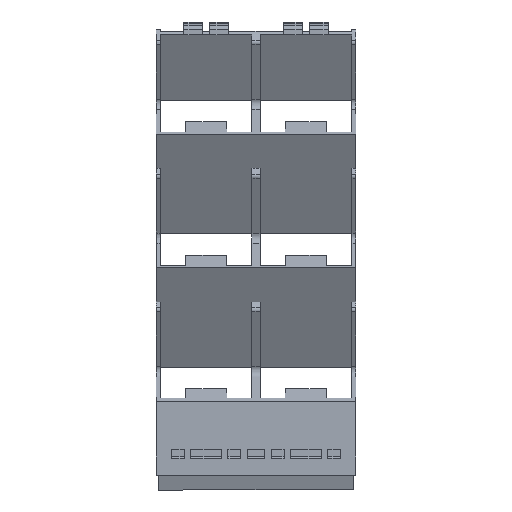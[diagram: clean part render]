
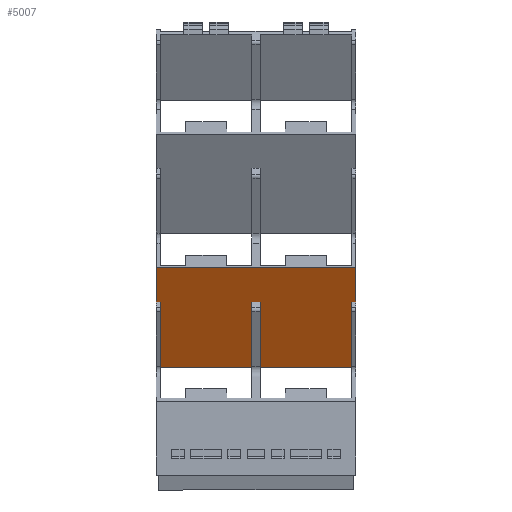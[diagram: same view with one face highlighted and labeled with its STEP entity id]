
A CAD part, front view. The second image highlights one B-rep face of the part: STEP entity #5007.
In plain terms, the highlighted planar face has unit normal (0, -0.873, -0.489).
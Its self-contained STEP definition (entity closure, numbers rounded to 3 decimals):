
#4941=AXIS2_PLACEMENT_3D('Plane Axis2P3D',#4938,#4939,#4940) ;
#1384=CARTESIAN_POINT('Vertex',(44.05,4.32,42.375)) ;
#1387=CARTESIAN_POINT('Line Origine',(44.05,8.454,34.994)) ;
#1391=CARTESIAN_POINT('Vertex',(44.05,12.588,27.613)) ;
#2063=CARTESIAN_POINT('Vertex',(0.95,12.588,27.613)) ;
#2066=CARTESIAN_POINT('Line Origine',(0.95,8.454,34.994)) ;
#2070=CARTESIAN_POINT('Vertex',(0.95,4.32,42.375)) ;
#3863=CARTESIAN_POINT('Vertex',(0.,0.,50.09)) ;
#3866=CARTESIAN_POINT('Line Origine',(22.5,0.,50.09)) ;
#3870=CARTESIAN_POINT('Vertex',(45.,0.,50.09)) ;
#4922=CARTESIAN_POINT('Vertex',(45.,4.32,42.375)) ;
#4925=CARTESIAN_POINT('Line Origine',(2.826,4.32,42.375)) ;
#4938=CARTESIAN_POINT('Axis2P3D Location',(45.,0.,50.09)) ;
#4943=CARTESIAN_POINT('Line Origine',(45.,2.16,46.233)) ;
#4948=CARTESIAN_POINT('Line Origine',(0.,2.16,46.233)) ;
#4952=CARTESIAN_POINT('Vertex',(0.,4.32,42.375)) ;
#4955=CARTESIAN_POINT('Line Origine',(0.475,4.32,42.375)) ;
#4960=CARTESIAN_POINT('Line Origine',(11.25,12.588,27.613)) ;
#4964=CARTESIAN_POINT('Vertex',(21.55,12.588,27.613)) ;
#4967=CARTESIAN_POINT('Line Origine',(21.55,8.454,34.994)) ;
#4971=CARTESIAN_POINT('Vertex',(21.55,4.32,42.375)) ;
#4974=CARTESIAN_POINT('Line Origine',(22.5,4.32,42.375)) ;
#4978=CARTESIAN_POINT('Vertex',(23.45,4.32,42.375)) ;
#4981=CARTESIAN_POINT('Line Origine',(23.45,8.454,34.994)) ;
#4985=CARTESIAN_POINT('Vertex',(23.45,12.588,27.613)) ;
#4988=CARTESIAN_POINT('Line Origine',(33.75,12.588,27.613)) ;
#1388=DIRECTION('Vector Direction',(0.,-0.489,0.872)) ;
#2067=DIRECTION('Vector Direction',(0.,-0.489,0.872)) ;
#3867=DIRECTION('Vector Direction',(-1.,0.,0.)) ;
#4926=DIRECTION('Vector Direction',(1.,0.,0.)) ;
#4939=DIRECTION('Axis2P3D Direction',(0.,0.872,0.489)) ;
#4940=DIRECTION('Axis2P3D XDirection',(0.,0.489,-0.872)) ;
#4944=DIRECTION('Vector Direction',(0.,0.489,-0.872)) ;
#4949=DIRECTION('Vector Direction',(0.,0.489,-0.872)) ;
#4956=DIRECTION('Vector Direction',(-1.,0.,0.)) ;
#4961=DIRECTION('Vector Direction',(1.,0.,0.)) ;
#4968=DIRECTION('Vector Direction',(0.,-0.489,0.872)) ;
#4975=DIRECTION('Vector Direction',(-1.,0.,0.)) ;
#4982=DIRECTION('Vector Direction',(0.,-0.489,0.872)) ;
#4989=DIRECTION('Vector Direction',(1.,0.,0.)) ;
#1389=VECTOR('Line Direction',#1388,1.) ;
#2068=VECTOR('Line Direction',#2067,1.) ;
#3868=VECTOR('Line Direction',#3867,1.) ;
#4927=VECTOR('Line Direction',#4926,1.) ;
#4945=VECTOR('Line Direction',#4944,1.) ;
#4950=VECTOR('Line Direction',#4949,1.) ;
#4957=VECTOR('Line Direction',#4956,1.) ;
#4962=VECTOR('Line Direction',#4961,1.) ;
#4969=VECTOR('Line Direction',#4968,1.) ;
#4976=VECTOR('Line Direction',#4975,1.) ;
#4983=VECTOR('Line Direction',#4982,1.) ;
#4990=VECTOR('Line Direction',#4989,1.) ;
#4994=ORIENTED_EDGE('',*,*,#4929,.F.) ;
#4995=ORIENTED_EDGE('',*,*,#4947,.F.) ;
#4996=ORIENTED_EDGE('',*,*,#3872,.F.) ;
#4997=ORIENTED_EDGE('',*,*,#4954,.F.) ;
#4998=ORIENTED_EDGE('',*,*,#4959,.T.) ;
#4999=ORIENTED_EDGE('',*,*,#2072,.F.) ;
#5000=ORIENTED_EDGE('',*,*,#4966,.T.) ;
#5001=ORIENTED_EDGE('',*,*,#4973,.T.) ;
#5002=ORIENTED_EDGE('',*,*,#4980,.T.) ;
#5003=ORIENTED_EDGE('',*,*,#4987,.F.) ;
#5004=ORIENTED_EDGE('',*,*,#4992,.T.) ;
#5005=ORIENTED_EDGE('',*,*,#1393,.T.) ;
#5007=ADVANCED_FACE('SIDE',(#5006),#4942,.F.) ;
#1393=EDGE_CURVE('',#1392,#1385,#1390,.T.) ;
#2072=EDGE_CURVE('',#2064,#2071,#2069,.T.) ;
#3872=EDGE_CURVE('',#3864,#3871,#3869,.F.) ;
#4929=EDGE_CURVE('',#4923,#1385,#4928,.F.) ;
#4947=EDGE_CURVE('',#3871,#4923,#4946,.T.) ;
#4954=EDGE_CURVE('',#4953,#3864,#4951,.F.) ;
#4959=EDGE_CURVE('',#4953,#2071,#4958,.F.) ;
#4966=EDGE_CURVE('',#2064,#4965,#4963,.T.) ;
#4973=EDGE_CURVE('',#4965,#4972,#4970,.T.) ;
#4980=EDGE_CURVE('',#4972,#4979,#4977,.F.) ;
#4987=EDGE_CURVE('',#4986,#4979,#4984,.T.) ;
#4992=EDGE_CURVE('',#4986,#1392,#4991,.T.) ;
#4993=EDGE_LOOP('',(#4994,#4995,#4996,#4997,#4998,#4999,#5000,#5001,#5002,#5003,#5004,#5005)) ;
#5006=FACE_OUTER_BOUND('',#4993,.T.) ;
#1390=LINE('Line',#1387,#1389) ;
#2069=LINE('Line',#2066,#2068) ;
#3869=LINE('Line',#3866,#3868) ;
#4928=LINE('Line',#4925,#4927) ;
#4946=LINE('Line',#4943,#4945) ;
#4951=LINE('Line',#4948,#4950) ;
#4958=LINE('Line',#4955,#4957) ;
#4963=LINE('Line',#4960,#4962) ;
#4970=LINE('Line',#4967,#4969) ;
#4977=LINE('Line',#4974,#4976) ;
#4984=LINE('Line',#4981,#4983) ;
#4991=LINE('Line',#4988,#4990) ;
#4942=PLANE('',#4941) ;
#1385=VERTEX_POINT('',#1384) ;
#1392=VERTEX_POINT('',#1391) ;
#2064=VERTEX_POINT('',#2063) ;
#2071=VERTEX_POINT('',#2070) ;
#3864=VERTEX_POINT('',#3863) ;
#3871=VERTEX_POINT('',#3870) ;
#4923=VERTEX_POINT('',#4922) ;
#4953=VERTEX_POINT('',#4952) ;
#4965=VERTEX_POINT('',#4964) ;
#4972=VERTEX_POINT('',#4971) ;
#4979=VERTEX_POINT('',#4978) ;
#4986=VERTEX_POINT('',#4985) ;
